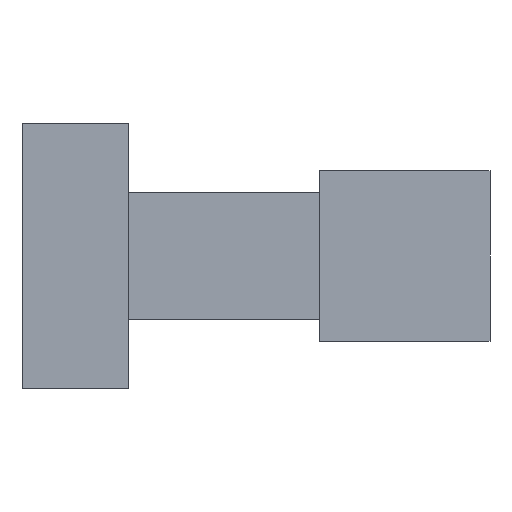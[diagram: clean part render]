
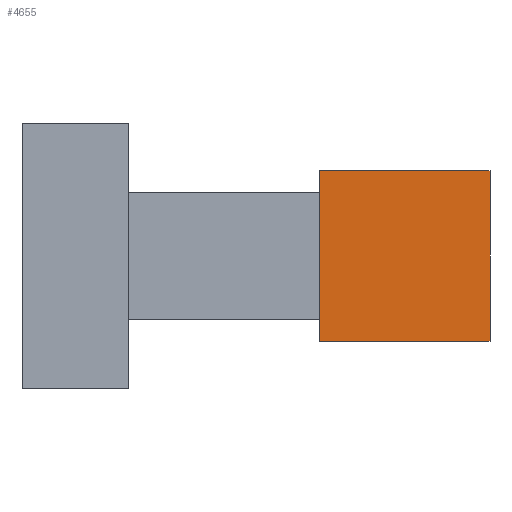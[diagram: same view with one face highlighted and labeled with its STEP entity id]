
A CAD part, front view. The second image highlights one B-rep face of the part: STEP entity #4655.
In plain terms, the highlighted planar face has unit normal (0, -1, 0).
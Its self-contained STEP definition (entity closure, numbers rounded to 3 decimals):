
#546=FACE_OUTER_BOUND('',#830,.T.);
#830=EDGE_LOOP('',(#3265,#3266,#3267,#3268));
#1137=LINE('',#6083,#1549);
#1140=LINE('',#6088,#1552);
#1142=LINE('',#6092,#1554);
#1144=LINE('',#6095,#1556);
#1549=VECTOR('',#5313,10.);
#1552=VECTOR('',#5318,10.);
#1554=VECTOR('',#5322,10.);
#1556=VECTOR('',#5326,10.);
#1958=VERTEX_POINT('',#6081);
#1959=VERTEX_POINT('',#6082);
#1960=VERTEX_POINT('',#6087);
#1961=VERTEX_POINT('',#6091);
#2457=EDGE_CURVE('',#1958,#1959,#1137,.T.);
#2460=EDGE_CURVE('',#1959,#1960,#1140,.T.);
#2462=EDGE_CURVE('',#1960,#1961,#1142,.T.);
#2464=EDGE_CURVE('',#1961,#1958,#1144,.T.);
#3265=ORIENTED_EDGE('',*,*,#2464,.T.);
#3266=ORIENTED_EDGE('',*,*,#2457,.T.);
#3267=ORIENTED_EDGE('',*,*,#2460,.T.);
#3268=ORIENTED_EDGE('',*,*,#2462,.T.);
#4507=PLANE('',#4995);
#4655=ADVANCED_FACE('',(#546),#4507,.F.);
#4995=AXIS2_PLACEMENT_3D('',#6096,#5327,#5328);
#5313=DIRECTION('',(0.,0.,-1.));
#5318=DIRECTION('',(1.,0.,0.));
#5322=DIRECTION('',(0.,0.,1.));
#5326=DIRECTION('',(-1.,0.,0.));
#5327=DIRECTION('center_axis',(0.,1.,0.));
#5328=DIRECTION('ref_axis',(1.,0.,0.));
#6081=CARTESIAN_POINT('',(14.,0.,10.25));
#6082=CARTESIAN_POINT('',(14.,0.,2.25));
#6083=CARTESIAN_POINT('',(14.,0.,10.25));
#6087=CARTESIAN_POINT('',(22.,0.,2.25));
#6088=CARTESIAN_POINT('',(14.,0.,2.25));
#6091=CARTESIAN_POINT('',(22.,0.,10.25));
#6092=CARTESIAN_POINT('',(22.,0.,2.25));
#6095=CARTESIAN_POINT('',(22.,0.,10.25));
#6096=CARTESIAN_POINT('Origin',(18.,0.,6.25));
